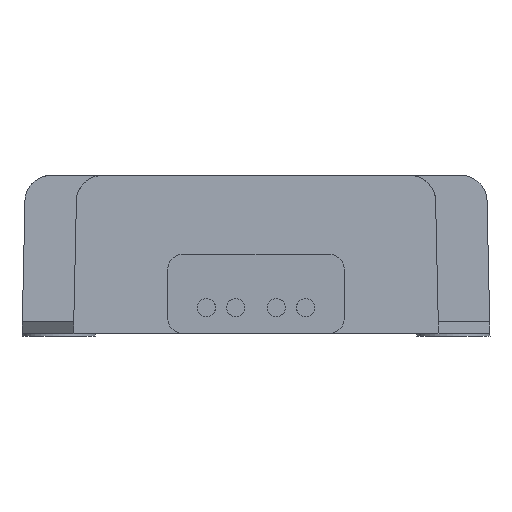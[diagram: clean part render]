
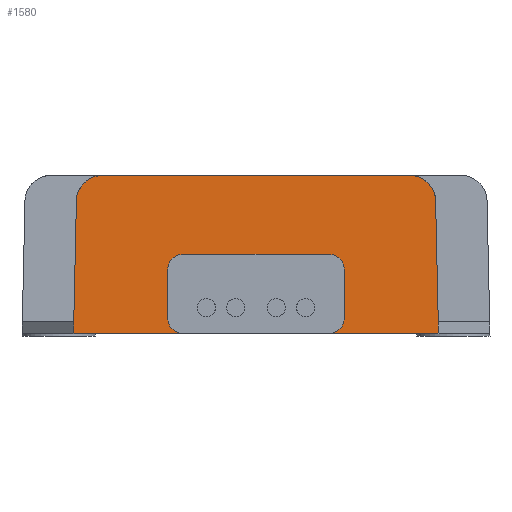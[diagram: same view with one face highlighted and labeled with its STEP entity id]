
A CAD part, front view. The second image highlights one B-rep face of the part: STEP entity #1580.
In plain terms, the highlighted planar face has unit normal (0, -1, 0.022).
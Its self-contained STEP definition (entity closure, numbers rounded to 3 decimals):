
#56 = LINE ( 'NONE', #3916, #3279 ) ;
#62 = VERTEX_POINT ( 'NONE', #2724 ) ;
#249 = VECTOR ( 'NONE', #2971, 1000. ) ;
#265 = DIRECTION ( 'NONE',  ( 0.022, 0.022, 1. ) ) ;
#312 = LINE ( 'NONE', #6087, #1985 ) ;
#405 = LINE ( 'NONE', #1964, #509 ) ;
#428 = VERTEX_POINT ( 'NONE', #903 ) ;
#430 = CARTESIAN_POINT ( 'NONE',  ( 9.9, -28.835, -1.6 ) ) ;
#461 = CARTESIAN_POINT ( 'NONE',  ( 0., -28.66, 6.4 ) ) ;
#509 = VECTOR ( 'NONE', #3845, 1000. ) ;
#548 = PLANE ( 'NONE',  #4691 ) ;
#573 = CARTESIAN_POINT ( 'NONE',  ( 24.44, -28.44, 16.476 ) ) ;
#753 = CARTESIAN_POINT ( 'NONE',  ( -9.9, -28.821, -0.971 ) ) ;
#790 = VERTEX_POINT ( 'NONE', #1919 ) ;
#903 = CARTESIAN_POINT ( 'NONE',  ( 9.9, -28.66, 6.4 ) ) ;
#937 = DIRECTION ( 'NONE',  ( 0., -1., 0.022 ) ) ;
#955 = DIRECTION ( 'NONE',  ( -0.022, 0.022, 1. ) ) ;
#959 = CARTESIAN_POINT ( 'NONE',  ( -24.765, -28.835, -1.6 ) ) ;
#1020 = CARTESIAN_POINT ( 'NONE',  ( -22.956, -28.366, 19.9 ) ) ;
#1024 = FACE_OUTER_BOUND ( 'NONE', #2316, .T. ) ;
#1128 = LINE ( 'NONE', #5561, #2728 ) ;
#1137 = CARTESIAN_POINT ( 'NONE',  ( 22.956, -28.366, 19.9 ) ) ;
#1237 = DIRECTION ( 'NONE',  ( 0., 0.022, 1. ) ) ;
#1350 = EDGE_CURVE ( 'NONE', #62, #5068, #1128, .T. ) ;
#1373 =( BOUNDED_CURVE ( )  B_SPLINE_CURVE ( 3, ( #573, #4010, #1137, #5964 ),
 .UNSPECIFIED., .F., .F. ) 
 B_SPLINE_CURVE_WITH_KNOTS ( ( 4, 4 ),
 ( 1.593, 3.142 ),
 .UNSPECIFIED. ) 
 CURVE ( )  GEOMETRIC_REPRESENTATION_ITEM ( )  RATIONAL_B_SPLINE_CURVE ( ( 1., 0.81, 0.81, 1. ) ) 
 REPRESENTATION_ITEM ( '' )  );
#1465 = VERTEX_POINT ( 'NONE', #430 ) ;
#1534 = EDGE_CURVE ( 'NONE', #428, #5002, #4917, .T. ) ;
#1557 = ORIENTED_EDGE ( 'NONE', *, *, #2895, .T. ) ;
#1580 = ADVANCED_FACE ( 'NONE', ( #1024 ), #548, .T. ) ;
#1793 = CARTESIAN_POINT ( 'NONE',  ( -9.9, -28.66, 6.4 ) ) ;
#1881 = VERTEX_POINT ( 'NONE', #4725 ) ;
#1919 = CARTESIAN_POINT ( 'NONE',  ( -24.8, -28.8, 0. ) ) ;
#1928 = CARTESIAN_POINT ( 'NONE',  ( 24.788, -28.788, 0.541 ) ) ;
#1944 = ORIENTED_EDGE ( 'NONE', *, *, #2349, .T. ) ;
#1954 = CARTESIAN_POINT ( 'NONE',  ( 0., -28.8, 0. ) ) ;
#1955 = EDGE_CURVE ( 'NONE', #1465, #62, #405, .T. ) ;
#1964 = CARTESIAN_POINT ( 'NONE',  ( 0., -28.835, -1.6 ) ) ;
#1985 = VECTOR ( 'NONE', #1237, 1000. ) ;
#2217 = VERTEX_POINT ( 'NONE', #5053 ) ;
#2233 = LINE ( 'NONE', #6178, #3403 ) ;
#2290 = LINE ( 'NONE', #753, #3301 ) ;
#2316 = EDGE_LOOP ( 'NONE', ( #5866, #1557, #3226, #3124, #3502, #2383, #6068, #5171, #4454, #3372, #1944, #5773 ) ) ;
#2349 = EDGE_CURVE ( 'NONE', #5068, #1881, #4834, .T. ) ;
#2359 = CARTESIAN_POINT ( 'NONE',  ( 0., -28.366, 19.9 ) ) ;
#2383 = ORIENTED_EDGE ( 'NONE', *, *, #4653, .T. ) ;
#2425 =( BOUNDED_CURVE ( )  B_SPLINE_CURVE ( 3, ( #3892, #1020, #5392, #2436 ),
 .UNSPECIFIED., .F., .T. ) 
 B_SPLINE_CURVE_WITH_KNOTS ( ( 4, 4 ),
 ( 3.142, 4.691 ),
 .UNSPECIFIED. ) 
 CURVE ( )  GEOMETRIC_REPRESENTATION_ITEM ( )  RATIONAL_B_SPLINE_CURVE ( ( 1., 0.81, 0.81, 1. ) ) 
 REPRESENTATION_ITEM ( '' )  );
#2436 = CARTESIAN_POINT ( 'NONE',  ( -24.44, -28.44, 16.476 ) ) ;
#2457 = LINE ( 'NONE', #2359, #5544 ) ;
#2724 = CARTESIAN_POINT ( 'NONE',  ( 24.765, -28.835, -1.6 ) ) ;
#2728 = VECTOR ( 'NONE', #265, 1000. ) ;
#2746 = EDGE_CURVE ( 'NONE', #3997, #6227, #3350, .T. ) ;
#2791 = DIRECTION ( 'NONE',  ( -0.022, 0.022, 1. ) ) ;
#2895 = EDGE_CURVE ( 'NONE', #4638, #2217, #2425, .T. ) ;
#2971 = DIRECTION ( 'NONE',  ( -1., 0., 0. ) ) ;
#3124 = ORIENTED_EDGE ( 'NONE', *, *, #5537, .F. ) ;
#3226 = ORIENTED_EDGE ( 'NONE', *, *, #4236, .F. ) ;
#3279 = VECTOR ( 'NONE', #955, 1000. ) ;
#3301 = VECTOR ( 'NONE', #5186, 1000. ) ;
#3350 = LINE ( 'NONE', #4283, #5818 ) ;
#3353 = DIRECTION ( 'NONE',  ( 0., -0.022, -1. ) ) ;
#3372 = ORIENTED_EDGE ( 'NONE', *, *, #1350, .T. ) ;
#3403 = VECTOR ( 'NONE', #5701, 1000. ) ;
#3502 = ORIENTED_EDGE ( 'NONE', *, *, #2746, .T. ) ;
#3845 = DIRECTION ( 'NONE',  ( 1., 0., 0. ) ) ;
#3892 = CARTESIAN_POINT ( 'NONE',  ( -20.941, -28.366, 19.9 ) ) ;
#3916 = CARTESIAN_POINT ( 'NONE',  ( -24.767, -28.833, -1.511 ) ) ;
#3997 = VERTEX_POINT ( 'NONE', #959 ) ;
#4010 = CARTESIAN_POINT ( 'NONE',  ( 24.397, -28.397, 18.491 ) ) ;
#4123 = EDGE_CURVE ( 'NONE', #1881, #4439, #1373, .T. ) ;
#4236 = EDGE_CURVE ( 'NONE', #790, #2217, #2233, .T. ) ;
#4246 = EDGE_CURVE ( 'NONE', #1465, #428, #312, .T. ) ;
#4283 = CARTESIAN_POINT ( 'NONE',  ( 0., -28.835, -1.6 ) ) ;
#4392 = EDGE_CURVE ( 'NONE', #4439, #4638, #2457, .T. ) ;
#4439 = VERTEX_POINT ( 'NONE', #4487 ) ;
#4454 = ORIENTED_EDGE ( 'NONE', *, *, #1955, .T. ) ;
#4487 = CARTESIAN_POINT ( 'NONE',  ( 20.941, -28.366, 19.9 ) ) ;
#4638 = VERTEX_POINT ( 'NONE', #4711 ) ;
#4653 = EDGE_CURVE ( 'NONE', #6227, #5002, #2290, .T. ) ;
#4691 = AXIS2_PLACEMENT_3D ( 'NONE', #1954, #937, #3353 ) ;
#4711 = CARTESIAN_POINT ( 'NONE',  ( -20.941, -28.366, 19.9 ) ) ;
#4725 = CARTESIAN_POINT ( 'NONE',  ( 24.44, -28.44, 16.476 ) ) ;
#4834 = LINE ( 'NONE', #1928, #6110 ) ;
#4917 = LINE ( 'NONE', #461, #249 ) ;
#5002 = VERTEX_POINT ( 'NONE', #1793 ) ;
#5053 = CARTESIAN_POINT ( 'NONE',  ( -24.44, -28.44, 16.476 ) ) ;
#5068 = VERTEX_POINT ( 'NONE', #5619 ) ;
#5171 = ORIENTED_EDGE ( 'NONE', *, *, #4246, .F. ) ;
#5186 = DIRECTION ( 'NONE',  ( 0., 0.022, 1. ) ) ;
#5385 = DIRECTION ( 'NONE',  ( -1., 0., 0. ) ) ;
#5392 = CARTESIAN_POINT ( 'NONE',  ( -24.397, -28.397, 18.491 ) ) ;
#5537 = EDGE_CURVE ( 'NONE', #3997, #790, #56, .T. ) ;
#5544 = VECTOR ( 'NONE', #5385, 1000. ) ;
#5561 = CARTESIAN_POINT ( 'NONE',  ( 24.788, -28.812, -0.541 ) ) ;
#5619 = CARTESIAN_POINT ( 'NONE',  ( 24.8, -28.8, 0. ) ) ;
#5701 = DIRECTION ( 'NONE',  ( 0.022, 0.022, 1. ) ) ;
#5773 = ORIENTED_EDGE ( 'NONE', *, *, #4123, .T. ) ;
#5818 = VECTOR ( 'NONE', #6226, 1000. ) ;
#5866 = ORIENTED_EDGE ( 'NONE', *, *, #4392, .T. ) ;
#5964 = CARTESIAN_POINT ( 'NONE',  ( 20.941, -28.366, 19.9 ) ) ;
#6014 = CARTESIAN_POINT ( 'NONE',  ( -9.9, -28.835, -1.6 ) ) ;
#6068 = ORIENTED_EDGE ( 'NONE', *, *, #1534, .F. ) ;
#6087 = CARTESIAN_POINT ( 'NONE',  ( 9.9, -28.821, -0.971 ) ) ;
#6110 = VECTOR ( 'NONE', #2791, 1000. ) ;
#6178 = CARTESIAN_POINT ( 'NONE',  ( -24.788, -28.788, 0.541 ) ) ;
#6226 = DIRECTION ( 'NONE',  ( 1., 0., 0. ) ) ;
#6227 = VERTEX_POINT ( 'NONE', #6014 ) ;
